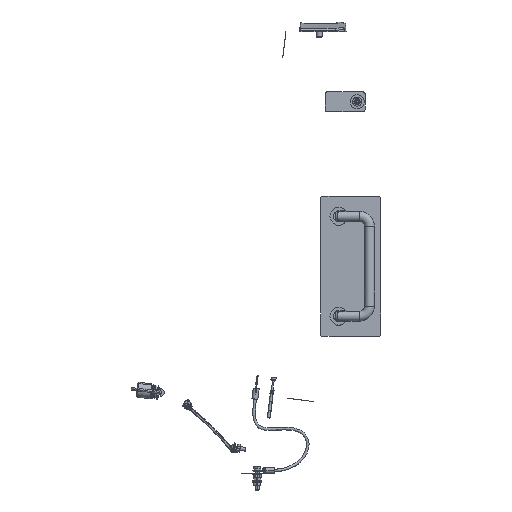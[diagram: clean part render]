
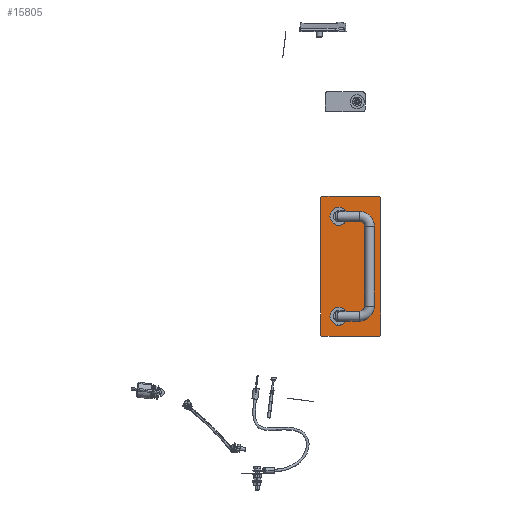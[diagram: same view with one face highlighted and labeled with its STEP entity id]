
A CAD part, left-side view. The second image highlights one B-rep face of the part: STEP entity #15805.
In plain terms, the highlighted face is planar.
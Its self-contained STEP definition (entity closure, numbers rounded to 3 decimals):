
#724 = VECTOR ( 'NONE', #29120, 1000. ) ;
#952 = ORIENTED_EDGE ( 'NONE', *, *, #21224, .F. ) ;
#1229 = CARTESIAN_POINT ( 'NONE',  ( 50., 1., -7.9 ) ) ;
#1553 = LINE ( 'NONE', #19670, #2417 ) ;
#1680 = FACE_OUTER_BOUND ( 'NONE', #33727, .T. ) ;
#2193 = CARTESIAN_POINT ( 'NONE',  ( -70., 1., 30. ) ) ;
#2417 = VECTOR ( 'NONE', #19931, 1000. ) ;
#2617 = CARTESIAN_POINT ( 'NONE',  ( -69., 1., 30. ) ) ;
#3661 = ORIENTED_EDGE ( 'NONE', *, *, #7868, .F. ) ;
#4428 = CARTESIAN_POINT ( 'NONE',  ( 69., 1., 30. ) ) ;
#4490 = EDGE_CURVE ( 'NONE', #16257, #25280, #6958, .T. ) ;
#4661 = EDGE_CURVE ( 'NONE', #31136, #36769, #27369, .T. ) ;
#5015 = VERTEX_POINT ( 'NONE', #4428 ) ;
#5149 = CARTESIAN_POINT ( 'NONE',  ( -50., 1., -16.1 ) ) ;
#5287 = DIRECTION ( 'NONE',  ( 0., 1., 0. ) ) ;
#5360 = CIRCLE ( 'NONE', #18858, 4.1 ) ;
#5516 = ORIENTED_EDGE ( 'NONE', *, *, #6125, .T. ) ;
#6050 = ORIENTED_EDGE ( 'NONE', *, *, #35766, .T. ) ;
#6125 = EDGE_CURVE ( 'NONE', #29097, #13053, #21068, .T. ) ;
#6663 = AXIS2_PLACEMENT_3D ( 'NONE', #35624, #35869, #27258 ) ;
#6958 = LINE ( 'NONE', #36813, #35848 ) ;
#7357 = LINE ( 'NONE', #17931, #11318 ) ;
#7654 = ORIENTED_EDGE ( 'NONE', *, *, #25305, .F. ) ;
#7731 = VECTOR ( 'NONE', #28668, 1000. ) ;
#7868 = EDGE_CURVE ( 'NONE', #31296, #29656, #27882, .T. ) ;
#8318 = ORIENTED_EDGE ( 'NONE', *, *, #4490, .T. ) ;
#8985 = CARTESIAN_POINT ( 'NONE',  ( 69., 1., -30. ) ) ;
#9473 = CARTESIAN_POINT ( 'NONE',  ( 69., 1., -30. ) ) ;
#9765 = CIRCLE ( 'NONE', #13311, 4.1 ) ;
#10338 = VERTEX_POINT ( 'NONE', #20063 ) ;
#10765 = DIRECTION ( 'NONE',  ( 1., 0., 0. ) ) ;
#11318 = VECTOR ( 'NONE', #15314, 1000. ) ;
#12657 = VECTOR ( 'NONE', #27844, 1000. ) ;
#13053 = VERTEX_POINT ( 'NONE', #31958 ) ;
#13230 = FACE_BOUND ( 'NONE', #20549, .T. ) ;
#13271 = CARTESIAN_POINT ( 'NONE',  ( -70., 1., 29. ) ) ;
#13311 = AXIS2_PLACEMENT_3D ( 'NONE', #36618, #5287, #25150 ) ;
#14083 = EDGE_CURVE ( 'NONE', #36769, #5015, #20695, .T. ) ;
#14666 = VERTEX_POINT ( 'NONE', #17727 ) ;
#15314 = DIRECTION ( 'NONE',  ( 0.707, 0., -0.707 ) ) ;
#15500 = CIRCLE ( 'NONE', #6663, 4.1 ) ;
#15534 = DIRECTION ( 'NONE',  ( 0., 1., 0. ) ) ;
#15637 = CARTESIAN_POINT ( 'NONE',  ( 50., 1., -12. ) ) ;
#15745 = AXIS2_PLACEMENT_3D ( 'NONE', #30180, #15534, #35422 ) ;
#15805 = ADVANCED_FACE ( 'NONE', ( #13230, #19441, #1680 ), #26573, .F. ) ;
#15876 = EDGE_LOOP ( 'NONE', ( #27122, #3661 ) ) ;
#16257 = VERTEX_POINT ( 'NONE', #26470 ) ;
#17727 = CARTESIAN_POINT ( 'NONE',  ( -70., 1., -29. ) ) ;
#17931 = CARTESIAN_POINT ( 'NONE',  ( 70., 1., 29. ) ) ;
#18858 = AXIS2_PLACEMENT_3D ( 'NONE', #15637, #21333, #26565 ) ;
#19441 = FACE_BOUND ( 'NONE', #15876, .T. ) ;
#19670 = CARTESIAN_POINT ( 'NONE',  ( -70., 1., 30. ) ) ;
#19800 = VECTOR ( 'NONE', #10765, 1000. ) ;
#19931 = DIRECTION ( 'NONE',  ( 0., 0., 1. ) ) ;
#20015 = EDGE_CURVE ( 'NONE', #13053, #14666, #29101, .T. ) ;
#20063 = CARTESIAN_POINT ( 'NONE',  ( 50., 1., -16.1 ) ) ;
#20549 = EDGE_LOOP ( 'NONE', ( #7654, #952 ) ) ;
#20695 = LINE ( 'NONE', #2193, #19800 ) ;
#21068 = LINE ( 'NONE', #31789, #7731 ) ;
#21224 = EDGE_CURVE ( 'NONE', #10338, #26476, #9765, .T. ) ;
#21333 = DIRECTION ( 'NONE',  ( 0., 1., 0. ) ) ;
#22284 = EDGE_CURVE ( 'NONE', #29656, #31296, #15500, .T. ) ;
#22441 = LINE ( 'NONE', #9473, #33576 ) ;
#23681 = CARTESIAN_POINT ( 'NONE',  ( 70., 1., -29. ) ) ;
#24227 = ORIENTED_EDGE ( 'NONE', *, *, #4661, .T. ) ;
#24477 = CARTESIAN_POINT ( 'NONE',  ( -69., 1., 30. ) ) ;
#24614 = ORIENTED_EDGE ( 'NONE', *, *, #20015, .T. ) ;
#24887 = ORIENTED_EDGE ( 'NONE', *, *, #29212, .T. ) ;
#25150 = DIRECTION ( 'NONE',  ( 0., 0., -1. ) ) ;
#25280 = VERTEX_POINT ( 'NONE', #23681 ) ;
#25305 = EDGE_CURVE ( 'NONE', #26476, #10338, #5360, .T. ) ;
#26313 = DIRECTION ( 'NONE',  ( 0., -1., 0. ) ) ;
#26470 = CARTESIAN_POINT ( 'NONE',  ( 70., 1., 29. ) ) ;
#26476 = VERTEX_POINT ( 'NONE', #1229 ) ;
#26565 = DIRECTION ( 'NONE',  ( 0., 0., -1. ) ) ;
#26573 = PLANE ( 'NONE',  #33383 ) ;
#27120 = ORIENTED_EDGE ( 'NONE', *, *, #36292, .T. ) ;
#27122 = ORIENTED_EDGE ( 'NONE', *, *, #22284, .F. ) ;
#27258 = DIRECTION ( 'NONE',  ( 0., 0., 1. ) ) ;
#27369 = LINE ( 'NONE', #2617, #724 ) ;
#27844 = DIRECTION ( 'NONE',  ( -0.707, 0., 0.707 ) ) ;
#27882 = CIRCLE ( 'NONE', #15745, 4.1 ) ;
#28199 = DIRECTION ( 'NONE',  ( 0., 0., -1. ) ) ;
#28668 = DIRECTION ( 'NONE',  ( -1., 0., 0. ) ) ;
#29097 = VERTEX_POINT ( 'NONE', #8985 ) ;
#29101 = LINE ( 'NONE', #30574, #12657 ) ;
#29120 = DIRECTION ( 'NONE',  ( 0.707, 0., 0.707 ) ) ;
#29212 = EDGE_CURVE ( 'NONE', #25280, #29097, #22441, .T. ) ;
#29418 = DIRECTION ( 'NONE',  ( 0., 0., -1. ) ) ;
#29656 = VERTEX_POINT ( 'NONE', #30881 ) ;
#30180 = CARTESIAN_POINT ( 'NONE',  ( -50., 1., -12. ) ) ;
#30574 = CARTESIAN_POINT ( 'NONE',  ( -70., 1., -29. ) ) ;
#30881 = CARTESIAN_POINT ( 'NONE',  ( -50., 1., -7.9 ) ) ;
#31136 = VERTEX_POINT ( 'NONE', #13271 ) ;
#31296 = VERTEX_POINT ( 'NONE', #5149 ) ;
#31733 = ORIENTED_EDGE ( 'NONE', *, *, #14083, .T. ) ;
#31789 = CARTESIAN_POINT ( 'NONE',  ( -70., 1., -30. ) ) ;
#31958 = CARTESIAN_POINT ( 'NONE',  ( -69., 1., -30. ) ) ;
#33383 = AXIS2_PLACEMENT_3D ( 'NONE', #34786, #26313, #29418 ) ;
#33576 = VECTOR ( 'NONE', #35319, 1000. ) ;
#33727 = EDGE_LOOP ( 'NONE', ( #8318, #24887, #5516, #24614, #27120, #24227, #31733, #6050 ) ) ;
#34786 = CARTESIAN_POINT ( 'NONE',  ( 70., 1., -30. ) ) ;
#35319 = DIRECTION ( 'NONE',  ( -0.707, 0., -0.707 ) ) ;
#35422 = DIRECTION ( 'NONE',  ( 0., 0., 1. ) ) ;
#35624 = CARTESIAN_POINT ( 'NONE',  ( -50., 1., -12. ) ) ;
#35766 = EDGE_CURVE ( 'NONE', #5015, #16257, #7357, .T. ) ;
#35848 = VECTOR ( 'NONE', #28199, 1000. ) ;
#35869 = DIRECTION ( 'NONE',  ( 0., 1., 0. ) ) ;
#36292 = EDGE_CURVE ( 'NONE', #14666, #31136, #1553, .T. ) ;
#36618 = CARTESIAN_POINT ( 'NONE',  ( 50., 1., -12. ) ) ;
#36769 = VERTEX_POINT ( 'NONE', #24477 ) ;
#36813 = CARTESIAN_POINT ( 'NONE',  ( 70., 1., 30. ) ) ;
